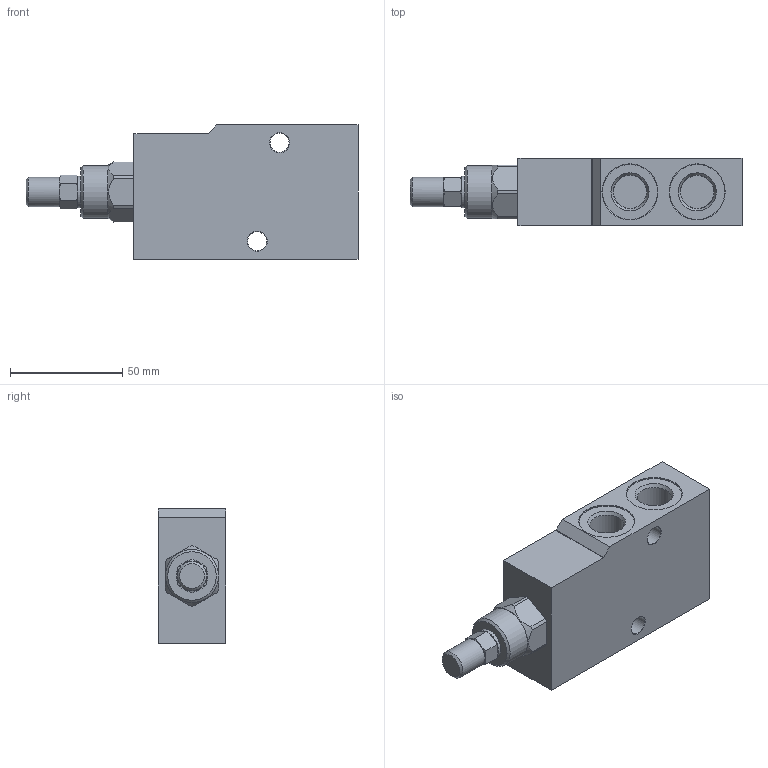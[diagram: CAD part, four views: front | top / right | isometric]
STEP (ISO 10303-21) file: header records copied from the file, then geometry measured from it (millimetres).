
FILE_DESCRIPTION(/* description */ ('Unknown'),/* implementation_level */ '2;1');
FILE_NAME(/* name */ 'V0392',/* time_stamp */ '2021-03-19T14:01:07+01:00',/* author */ ('Unknown'),/* organization */ ('Unknown'),/* preprocessor_version */ 'ST-DEVELOPER v16.7',/* originating_system */ 'DEX',/* authorisation */ $);
FILE_SCHEMA (('AUTOMOTIVE_DESIGN {1 0 10303 214 3 1 1}'));
Length unit declared in the file: millimetre
Products named in the file (1): V0392
Bounding box: 148.2 x 30 x 60 mm (x, y, z)
Volume: 171365.7 mm3; surface area: 29196.9 mm2
Topology: 1 solids, 1 shells, 104 faces, 259 edges, 156 vertices
Faces by surface type: plane 30, cylinder 25, cone 23, torus 14, bspline 12
Full cylindrical faces by diameter (mm): 8.5 x2, 13 x1, 14 x1, 15.2 x8, 23.6 x1, 25 x4
Entity records: 3545 total; most frequent: CARTESIAN_POINT 761, DIRECTION 409, ORIENTED_EDGE 376, EDGE_CURVE 188, AXIS2_PLACEMENT_3D 183, EDGE_LOOP 155, FACE_BOUND 155, VERTEX_POINT 133
